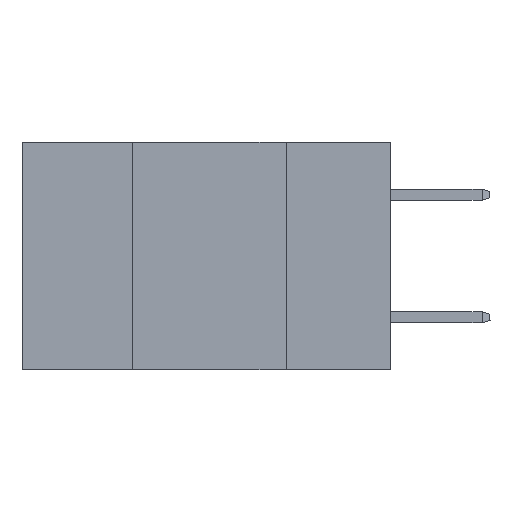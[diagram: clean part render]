
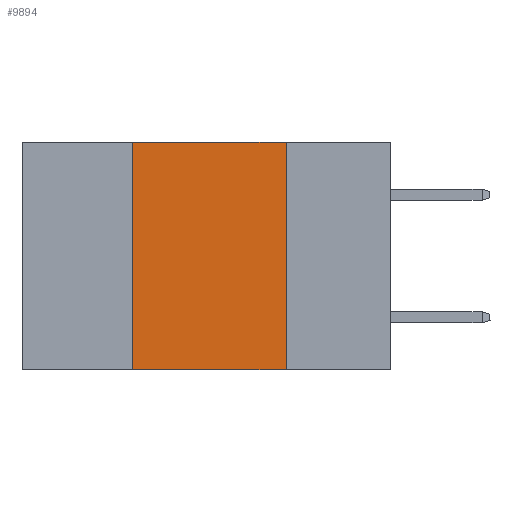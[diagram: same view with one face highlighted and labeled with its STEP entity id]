
A CAD part, left-side view. The second image highlights one B-rep face of the part: STEP entity #9894.
In plain terms, the highlighted planar face has unit normal (-1, 0, 0).
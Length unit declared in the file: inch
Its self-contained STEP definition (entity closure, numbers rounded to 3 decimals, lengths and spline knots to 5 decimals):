
#1220 = ORIENTED_EDGE ( 'NONE', *, *, #16973, .F. ) ;
#1594 = VECTOR ( 'NONE', #24274, 39.37008 ) ;
#1651 = CARTESIAN_POINT ( 'NONE',  ( 0., 0.6, 0. ) ) ;
#1965 = DIRECTION ( 'NONE',  ( 0., 0., 1. ) ) ;
#3696 = CARTESIAN_POINT ( 'NONE',  ( 0., 0.6, 0. ) ) ;
#3779 = EDGE_CURVE ( 'NONE', #15181, #4922, #11547, .T. ) ;
#3856 = DIRECTION ( 'NONE',  ( 1., 0., 0. ) ) ;
#4723 = VERTEX_POINT ( 'NONE', #25507 ) ;
#4922 = VERTEX_POINT ( 'NONE', #9409 ) ;
#5686 = EDGE_CURVE ( 'NONE', #8652, #4922, #7239, .T. ) ;
#5786 = DIRECTION ( 'NONE',  ( 0., -1., 0. ) ) ;
#6949 = CARTESIAN_POINT ( 'NONE',  ( 0., 0.17, 0. ) ) ;
#7239 = LINE ( 'NONE', #22234, #1594 ) ;
#8466 = VECTOR ( 'NONE', #5786, 39.37008 ) ;
#8652 = VERTEX_POINT ( 'NONE', #20990 ) ;
#9409 = CARTESIAN_POINT ( 'NONE',  ( 0., 0.17, -0.37 ) ) ;
#9894 = ADVANCED_FACE ( 'NONE', ( #23738 ), #14316, .F. ) ;
#10868 = VECTOR ( 'NONE', #15754, 39.37008 ) ;
#10914 = EDGE_LOOP ( 'NONE', ( #11158, #22957, #1220, #12493 ) ) ;
#11158 = ORIENTED_EDGE ( 'NONE', *, *, #3779, .F. ) ;
#11547 = LINE ( 'NONE', #13640, #10868 ) ;
#12493 = ORIENTED_EDGE ( 'NONE', *, *, #5686, .T. ) ;
#13640 = CARTESIAN_POINT ( 'NONE',  ( 0., 0.17, 0. ) ) ;
#14316 = PLANE ( 'NONE',  #18177 ) ;
#15181 = VERTEX_POINT ( 'NONE', #6949 ) ;
#15754 = DIRECTION ( 'NONE',  ( 0., 0., -1. ) ) ;
#16641 = CARTESIAN_POINT ( 'NONE',  ( 0., 0.42, 0. ) ) ;
#16973 = EDGE_CURVE ( 'NONE', #8652, #4723, #21133, .T. ) ;
#18177 = AXIS2_PLACEMENT_3D ( 'NONE', #1651, #3856, #18555 ) ;
#18555 = DIRECTION ( 'NONE',  ( 0., 0., -1. ) ) ;
#20481 = VECTOR ( 'NONE', #1965, 39.37008 ) ;
#20990 = CARTESIAN_POINT ( 'NONE',  ( 0., 0.42, -0.37 ) ) ;
#21133 = LINE ( 'NONE', #16641, #20481 ) ;
#22234 = CARTESIAN_POINT ( 'NONE',  ( 0., 0.6, -0.37 ) ) ;
#22957 = ORIENTED_EDGE ( 'NONE', *, *, #26890, .F. ) ;
#23738 = FACE_OUTER_BOUND ( 'NONE', #10914, .T. ) ;
#24274 = DIRECTION ( 'NONE',  ( 0., -1., 0. ) ) ;
#25132 = LINE ( 'NONE', #3696, #8466 ) ;
#25507 = CARTESIAN_POINT ( 'NONE',  ( 0., 0.42, 0. ) ) ;
#26890 = EDGE_CURVE ( 'NONE', #4723, #15181, #25132, .T. ) ;
